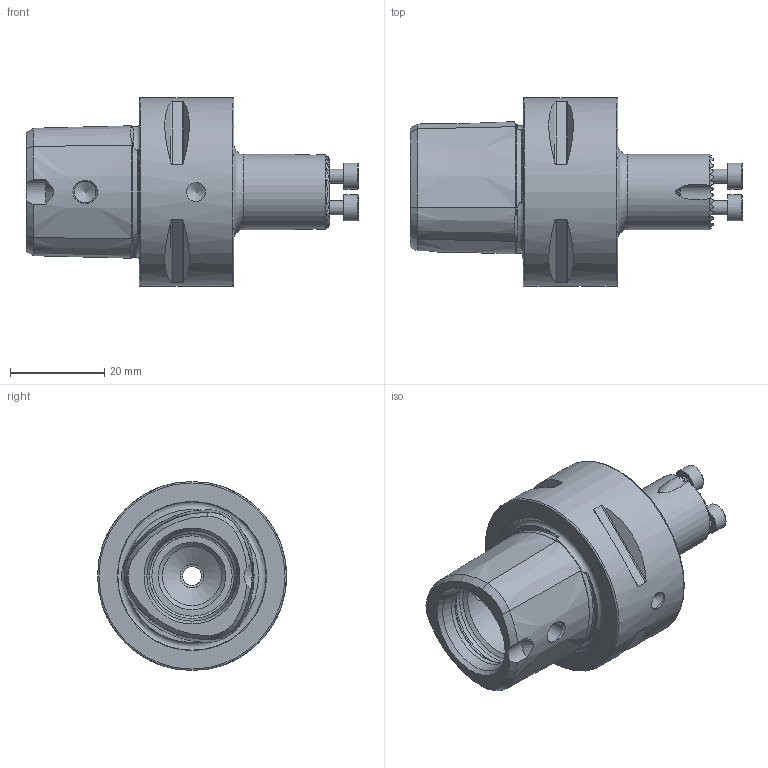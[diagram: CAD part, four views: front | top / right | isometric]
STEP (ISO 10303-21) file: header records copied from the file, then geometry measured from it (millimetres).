
FILE_DESCRIPTION (( 'STEP AP214' ), '1' );
FILE_NAME ('PS4.WK5.016.062.STEP', '2020-02-21T16:28:46', ( '' ), ( '' ), 'SwSTEP 2.0', 'SolidWorks 2017', '' );
FILE_SCHEMA (( 'AUTOMOTIVE_DESIGN' ));
Length unit declared in the file: millimetre
Products named in the file (4): PS4-WK5.016.062_C; ISO 4026 - M3 x 3; ISO 4762 - M3 x 10; PS4.WK5.016.062
Assembly tree (6 placements, depth 2):
  PS4.WK5.016.062
    PS4-WK5.016.062_C
    ISO 4762 - M3 x 10  x3
    ISO 4026 - M3 x 3  x2
Bounding box: 70.3 x 40 x 40 mm (x, y, z)
Volume: 35396.4 mm3; surface area: 11409.3 mm2
Topology: 6 solids, 6 shells, 315 faces, 823 edges, 522 vertices
Faces by surface type: plane 162, cone 68, cylinder 60, torus 25
Full cylindrical faces by diameter (mm): 2.5 x6, 3 x5, 3.3 x2, 4 x2, 4.6 x2, 5 x1, 5.5 x3, 12.5 x1, 16 x1, 18 x2, 20 x1, 40 x1
Entity records: 9347 total; most frequent: CARTESIAN_POINT 3292, ORIENTED_EDGE 1250, DIRECTION 1078, EDGE_CURVE 625, AXIS2_PLACEMENT_3D 443, VERTEX_POINT 427, EDGE_LOOP 326, FACE_OUTER_BOUND 292
